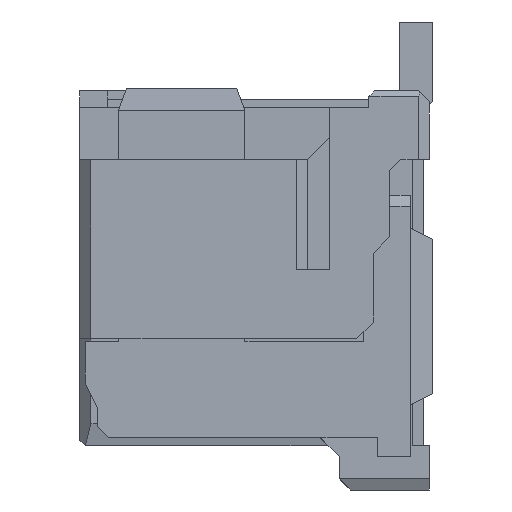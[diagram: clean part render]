
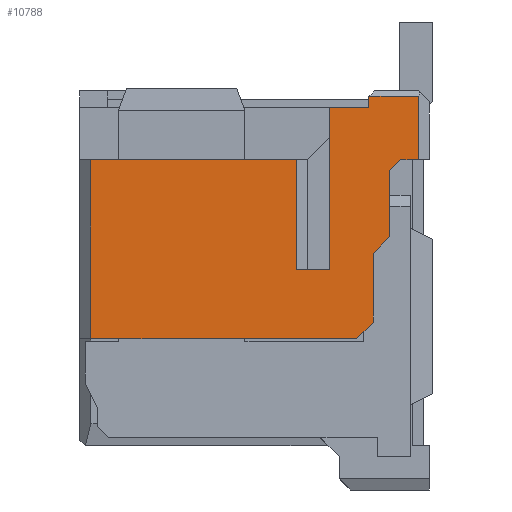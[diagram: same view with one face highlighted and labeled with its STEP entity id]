
A CAD part, left-side view. The second image highlights one B-rep face of the part: STEP entity #10788.
In plain terms, the highlighted planar face has unit normal (-1, 0, 0).
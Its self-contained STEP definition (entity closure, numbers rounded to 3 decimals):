
#753=DIRECTION('',(0.,0.,-1.));
#754=VECTOR('',#753,2.95);
#755=CARTESIAN_POINT('',(-10.4,-1.93,3.77));
#756=LINE('',#755,#754);
#761=DIRECTION('',(0.,0.,-1.));
#762=VECTOR('',#761,3.25);
#763=CARTESIAN_POINT('',(-10.4,2.4,2.82));
#764=LINE('',#763,#762);
#765=DIRECTION('',(0.,-1.,0.));
#766=VECTOR('',#765,3.73);
#767=CARTESIAN_POINT('',(-10.4,2.4,2.82));
#768=LINE('',#767,#766);
#769=DIRECTION('',(0.,0.,1.));
#770=VECTOR('',#769,2.);
#771=CARTESIAN_POINT('',(-10.4,-1.33,0.82));
#772=LINE('',#771,#770);
#773=DIRECTION('',(0.,1.,0.));
#774=VECTOR('',#773,0.6);
#775=CARTESIAN_POINT('',(-10.4,-1.93,0.82));
#776=LINE('',#775,#774);
#777=DIRECTION('',(0.,1.,0.));
#778=VECTOR('',#777,0.72);
#779=CARTESIAN_POINT('',(-10.4,-2.65,3.77));
#780=LINE('',#779,#778);
#781=DIRECTION('',(0.,0.,-1.));
#782=VECTOR('',#781,0.2);
#783=CARTESIAN_POINT('',(-10.4,-2.65,3.97));
#784=LINE('',#783,#782);
#785=DIRECTION('',(0.,1.,0.));
#786=VECTOR('',#785,0.9);
#787=CARTESIAN_POINT('',(-10.4,-3.55,3.97));
#788=LINE('',#787,#786);
#789=DIRECTION('',(0.,0.,1.));
#790=VECTOR('',#789,1.15);
#791=CARTESIAN_POINT('',(-10.4,-3.55,2.82));
#792=LINE('',#791,#790);
#793=DIRECTION('',(0.,1.,0.));
#794=VECTOR('',#793,0.32);
#795=CARTESIAN_POINT('',(-10.4,-3.55,2.82));
#796=LINE('',#795,#794);
#797=DIRECTION('',(0.,0.707,-0.707));
#798=VECTOR('',#797,0.283);
#799=CARTESIAN_POINT('',(-10.4,-3.23,2.82));
#800=LINE('',#799,#798);
#801=DIRECTION('',(0.,0.,-1.));
#802=VECTOR('',#801,1.2);
#803=CARTESIAN_POINT('',(-10.4,-3.03,2.62));
#804=LINE('',#803,#802);
#805=DIRECTION('',(0.,0.707,-0.707));
#806=VECTOR('',#805,0.424);
#807=CARTESIAN_POINT('',(-10.4,-3.03,1.42));
#808=LINE('',#807,#806);
#809=DIRECTION('',(0.,0.,-1.));
#810=VECTOR('',#809,1.25);
#811=CARTESIAN_POINT('',(-10.4,-2.73,1.12));
#812=LINE('',#811,#810);
#813=DIRECTION('',(0.,0.707,-0.707));
#814=VECTOR('',#813,0.424);
#815=CARTESIAN_POINT('',(-10.4,-2.73,-0.13));
#816=LINE('',#815,#814);
#817=DIRECTION('',(0.,-1.,0.));
#818=VECTOR('',#817,4.83);
#819=CARTESIAN_POINT('',(-10.4,2.4,-0.43));
#820=LINE('',#819,#818);
#7469=CARTESIAN_POINT('',(-10.4,-3.23,2.82));
#7470=CARTESIAN_POINT('',(-10.4,-3.03,2.62));
#7471=VERTEX_POINT('',#7469);
#7472=VERTEX_POINT('',#7470);
#7473=CARTESIAN_POINT('',(-10.4,-3.03,1.42));
#7474=VERTEX_POINT('',#7473);
#7475=CARTESIAN_POINT('',(-10.4,-2.73,1.12));
#7476=VERTEX_POINT('',#7475);
#7477=CARTESIAN_POINT('',(-10.4,-2.73,-0.13));
#7478=VERTEX_POINT('',#7477);
#7479=CARTESIAN_POINT('',(-10.4,-2.43,-0.43));
#7480=VERTEX_POINT('',#7479);
#7481=CARTESIAN_POINT('',(-10.4,-1.93,3.77));
#7483=VERTEX_POINT('',#7481);
#7489=CARTESIAN_POINT('',(-10.4,-2.65,3.77));
#7490=VERTEX_POINT('',#7489);
#7994=CARTESIAN_POINT('',(-10.4,-1.93,0.82));
#7995=CARTESIAN_POINT('',(-10.4,-1.33,0.82));
#7996=VERTEX_POINT('',#7994);
#7997=VERTEX_POINT('',#7995);
#7998=CARTESIAN_POINT('',(-10.4,-1.33,2.82));
#7999=VERTEX_POINT('',#7998);
#8070=CARTESIAN_POINT('',(-10.4,2.4,-0.43));
#8072=VERTEX_POINT('',#8070);
#8076=CARTESIAN_POINT('',(-10.4,2.4,2.82));
#8077=VERTEX_POINT('',#8076);
#8128=CARTESIAN_POINT('',(-10.4,-3.55,3.97));
#8129=CARTESIAN_POINT('',(-10.4,-2.65,3.97));
#8130=VERTEX_POINT('',#8128);
#8131=VERTEX_POINT('',#8129);
#8141=CARTESIAN_POINT('',(-10.4,-3.55,2.82));
#8143=VERTEX_POINT('',#8141);
#10751=CARTESIAN_POINT('',(-10.4,0.,0.445));
#10752=DIRECTION('',(-1.,0.,0.));
#10753=DIRECTION('',(0.,0.,1.));
#10754=AXIS2_PLACEMENT_3D('',#10751,#10752,#10753);
#10755=PLANE('',#10754);
#10757=ORIENTED_EDGE('',*,*,#10756,.F.);
#10758=ORIENTED_EDGE('',*,*,#10689,.T.);
#10760=ORIENTED_EDGE('',*,*,#10759,.F.);
#10762=ORIENTED_EDGE('',*,*,#10761,.F.);
#10763=ORIENTED_EDGE('',*,*,#10739,.F.);
#10765=ORIENTED_EDGE('',*,*,#10764,.F.);
#10767=ORIENTED_EDGE('',*,*,#10766,.F.);
#10769=ORIENTED_EDGE('',*,*,#10768,.F.);
#10771=ORIENTED_EDGE('',*,*,#10770,.F.);
#10773=ORIENTED_EDGE('',*,*,#10772,.T.);
#10775=ORIENTED_EDGE('',*,*,#10774,.T.);
#10777=ORIENTED_EDGE('',*,*,#10776,.T.);
#10779=ORIENTED_EDGE('',*,*,#10778,.T.);
#10781=ORIENTED_EDGE('',*,*,#10780,.T.);
#10783=ORIENTED_EDGE('',*,*,#10782,.T.);
#10785=ORIENTED_EDGE('',*,*,#10784,.F.);
#10786=EDGE_LOOP('',(#10757,#10758,#10760,#10762,#10763,#10765,#10767,#10769,
#10771,#10773,#10775,#10777,#10779,#10781,#10783,#10785));
#10787=FACE_OUTER_BOUND('',#10786,.F.);
#10788=ADVANCED_FACE('',(#10787),#10755,.T.);
#10689=EDGE_CURVE('',#8077,#7999,#768,.T.);
#10739=EDGE_CURVE('',#7483,#7996,#756,.T.);
#10756=EDGE_CURVE('',#8077,#8072,#764,.T.);
#10759=EDGE_CURVE('',#7997,#7999,#772,.T.);
#10761=EDGE_CURVE('',#7996,#7997,#776,.T.);
#10764=EDGE_CURVE('',#7490,#7483,#780,.T.);
#10766=EDGE_CURVE('',#8131,#7490,#784,.T.);
#10768=EDGE_CURVE('',#8130,#8131,#788,.T.);
#10770=EDGE_CURVE('',#8143,#8130,#792,.T.);
#10772=EDGE_CURVE('',#8143,#7471,#796,.T.);
#10774=EDGE_CURVE('',#7471,#7472,#800,.T.);
#10776=EDGE_CURVE('',#7472,#7474,#804,.T.);
#10778=EDGE_CURVE('',#7474,#7476,#808,.T.);
#10780=EDGE_CURVE('',#7476,#7478,#812,.T.);
#10782=EDGE_CURVE('',#7478,#7480,#816,.T.);
#10784=EDGE_CURVE('',#8072,#7480,#820,.T.);
